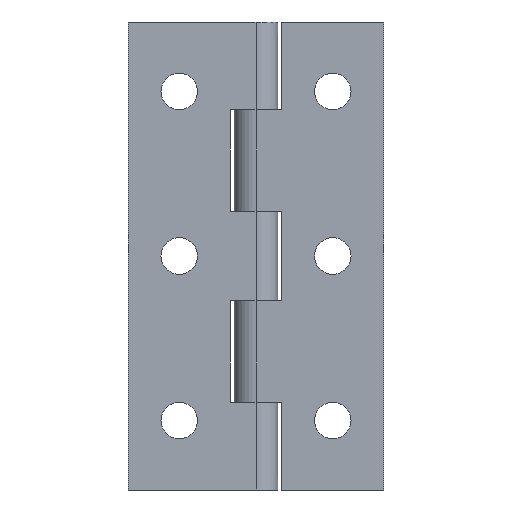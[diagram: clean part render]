
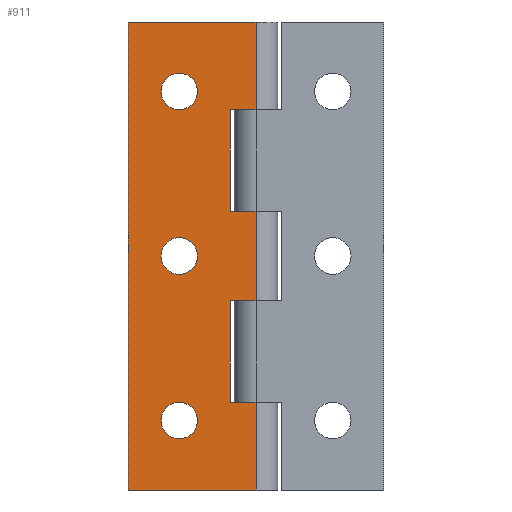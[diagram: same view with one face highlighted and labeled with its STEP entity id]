
A CAD part, front view. The second image highlights one B-rep face of the part: STEP entity #911.
In plain terms, the highlighted planar face has unit normal (0, -1, 0).
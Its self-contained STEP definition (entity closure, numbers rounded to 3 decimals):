
#54=FACE_BOUND('',#232,.T.);
#55=FACE_BOUND('',#233,.T.);
#56=FACE_BOUND('',#234,.T.);
#85=CIRCLE('',#965,2.5);
#87=CIRCLE('',#969,2.5);
#89=CIRCLE('',#973,2.5);
#130=PLANE('',#988);
#164=FACE_OUTER_BOUND('',#231,.T.);
#231=EDGE_LOOP('',(#707,#708,#709,#710,#711,#712,#713,#714,#715,#716,#717,
#718));
#232=EDGE_LOOP('',(#719));
#233=EDGE_LOOP('',(#720));
#234=EDGE_LOOP('',(#721));
#318=LINE('',#1427,#386);
#320=LINE('',#1434,#388);
#321=LINE('',#1438,#389);
#323=LINE('',#1445,#391);
#325=LINE('',#1452,#393);
#326=LINE('',#1456,#394);
#327=LINE('',#1460,#395);
#328=LINE('',#1462,#396);
#329=LINE('',#1464,#397);
#330=LINE('',#1466,#398);
#331=LINE('',#1468,#399);
#332=LINE('',#1469,#400);
#386=VECTOR('',#1121,3.5);
#388=VECTOR('',#1129,13.9);
#389=VECTOR('',#1134,3.5);
#391=VECTOR('',#1140,3.5);
#393=VECTOR('',#1148,13.9);
#394=VECTOR('',#1153,3.5);
#395=VECTOR('',#1158,12.2);
#396=VECTOR('',#1159,12.);
#397=VECTOR('',#1160,17.5);
#398=VECTOR('',#1161,64.);
#399=VECTOR('',#1162,17.5);
#400=VECTOR('',#1163,12.);
#458=VERTEX_POINT('',#1409);
#460=VERTEX_POINT('',#1415);
#462=VERTEX_POINT('',#1421);
#463=VERTEX_POINT('',#1424);
#464=VERTEX_POINT('',#1426);
#466=VERTEX_POINT('',#1432);
#467=VERTEX_POINT('',#1436);
#469=VERTEX_POINT('',#1442);
#470=VERTEX_POINT('',#1444);
#472=VERTEX_POINT('',#1450);
#473=VERTEX_POINT('',#1454);
#475=VERTEX_POINT('',#1461);
#476=VERTEX_POINT('',#1463);
#477=VERTEX_POINT('',#1465);
#478=VERTEX_POINT('',#1467);
#547=EDGE_CURVE('',#458,#458,#85,.T.);
#549=EDGE_CURVE('',#460,#460,#87,.T.);
#551=EDGE_CURVE('',#462,#462,#89,.T.);
#553=EDGE_CURVE('',#464,#463,#318,.T.);
#557=EDGE_CURVE('',#463,#466,#320,.T.);
#559=EDGE_CURVE('',#466,#467,#321,.T.);
#562=EDGE_CURVE('',#470,#469,#323,.T.);
#566=EDGE_CURVE('',#469,#472,#325,.T.);
#568=EDGE_CURVE('',#472,#473,#326,.T.);
#570=EDGE_CURVE('',#467,#470,#327,.T.);
#571=EDGE_CURVE('',#473,#475,#328,.T.);
#572=EDGE_CURVE('',#476,#475,#329,.T.);
#573=EDGE_CURVE('',#477,#476,#330,.T.);
#574=EDGE_CURVE('',#477,#478,#331,.T.);
#575=EDGE_CURVE('',#478,#464,#332,.T.);
#707=ORIENTED_EDGE('',*,*,#553,.T.);
#708=ORIENTED_EDGE('',*,*,#557,.T.);
#709=ORIENTED_EDGE('',*,*,#559,.T.);
#710=ORIENTED_EDGE('',*,*,#570,.T.);
#711=ORIENTED_EDGE('',*,*,#562,.T.);
#712=ORIENTED_EDGE('',*,*,#566,.T.);
#713=ORIENTED_EDGE('',*,*,#568,.T.);
#714=ORIENTED_EDGE('',*,*,#571,.T.);
#715=ORIENTED_EDGE('',*,*,#572,.F.);
#716=ORIENTED_EDGE('',*,*,#573,.F.);
#717=ORIENTED_EDGE('',*,*,#574,.T.);
#718=ORIENTED_EDGE('',*,*,#575,.T.);
#719=ORIENTED_EDGE('',*,*,#547,.T.);
#720=ORIENTED_EDGE('',*,*,#549,.T.);
#721=ORIENTED_EDGE('',*,*,#551,.T.);
#911=ADVANCED_FACE('',(#164,#54,#55,#56),#130,.T.);
#965=AXIS2_PLACEMENT_3D('',#1410,#1100,#1101);
#969=AXIS2_PLACEMENT_3D('',#1416,#1108,#1109);
#973=AXIS2_PLACEMENT_3D('',#1422,#1116,#1117);
#988=AXIS2_PLACEMENT_3D('',#1459,#1156,#1157);
#1100=DIRECTION('center_axis',(0.,1.,0.));
#1101=DIRECTION('ref_axis',(1.,0.,0.));
#1108=DIRECTION('center_axis',(0.,1.,0.));
#1109=DIRECTION('ref_axis',(1.,0.,0.));
#1116=DIRECTION('center_axis',(0.,1.,0.));
#1117=DIRECTION('ref_axis',(1.,0.,0.));
#1121=DIRECTION('',(-1.,0.,0.));
#1129=DIRECTION('',(0.,0.,1.));
#1134=DIRECTION('',(1.,0.,0.));
#1140=DIRECTION('',(-1.,0.,0.));
#1148=DIRECTION('',(0.,0.,1.));
#1153=DIRECTION('',(1.,0.,0.));
#1156=DIRECTION('center_axis',(0.,-1.,0.));
#1157=DIRECTION('ref_axis',(1.,0.,0.));
#1158=DIRECTION('',(0.,0.,1.));
#1159=DIRECTION('',(0.,0.,1.));
#1160=DIRECTION('',(1.,0.,0.));
#1161=DIRECTION('',(0.,0.,1.));
#1162=DIRECTION('',(1.,0.,0.));
#1163=DIRECTION('',(0.,0.,1.));
#1409=CARTESIAN_POINT('',(4.5,0.,32.));
#1410=CARTESIAN_POINT('Origin',(7.,0.,32.));
#1415=CARTESIAN_POINT('',(4.5,0.,9.5));
#1416=CARTESIAN_POINT('Origin',(7.,0.,9.5));
#1421=CARTESIAN_POINT('',(4.5,0.,54.5));
#1422=CARTESIAN_POINT('Origin',(7.,0.,54.5));
#1424=CARTESIAN_POINT('',(14.,0.,12.));
#1426=CARTESIAN_POINT('',(17.5,0.,12.));
#1427=CARTESIAN_POINT('',(7.,0.,12.));
#1432=CARTESIAN_POINT('',(14.,0.,25.9));
#1434=CARTESIAN_POINT('',(14.,0.,12.95));
#1436=CARTESIAN_POINT('',(17.5,0.,25.9));
#1438=CARTESIAN_POINT('',(10.25,0.,25.9));
#1442=CARTESIAN_POINT('',(14.,0.,38.1));
#1444=CARTESIAN_POINT('',(17.5,0.,38.1));
#1445=CARTESIAN_POINT('',(7.,0.,38.1));
#1450=CARTESIAN_POINT('',(14.,0.,52.));
#1452=CARTESIAN_POINT('',(14.,0.,26.));
#1454=CARTESIAN_POINT('',(17.5,0.,52.));
#1456=CARTESIAN_POINT('',(10.25,0.,52.));
#1459=CARTESIAN_POINT('Origin',(0.,0.,0.));
#1460=CARTESIAN_POINT('',(17.5,0.,0.));
#1461=CARTESIAN_POINT('',(17.5,0.,64.));
#1462=CARTESIAN_POINT('',(17.5,0.,0.));
#1463=CARTESIAN_POINT('',(0.,0.,64.));
#1464=CARTESIAN_POINT('',(0.,0.,64.));
#1465=CARTESIAN_POINT('',(0.,0.,0.));
#1466=CARTESIAN_POINT('',(0.,0.,0.));
#1467=CARTESIAN_POINT('',(17.5,0.,0.));
#1468=CARTESIAN_POINT('',(0.,0.,0.));
#1469=CARTESIAN_POINT('',(17.5,0.,0.));
